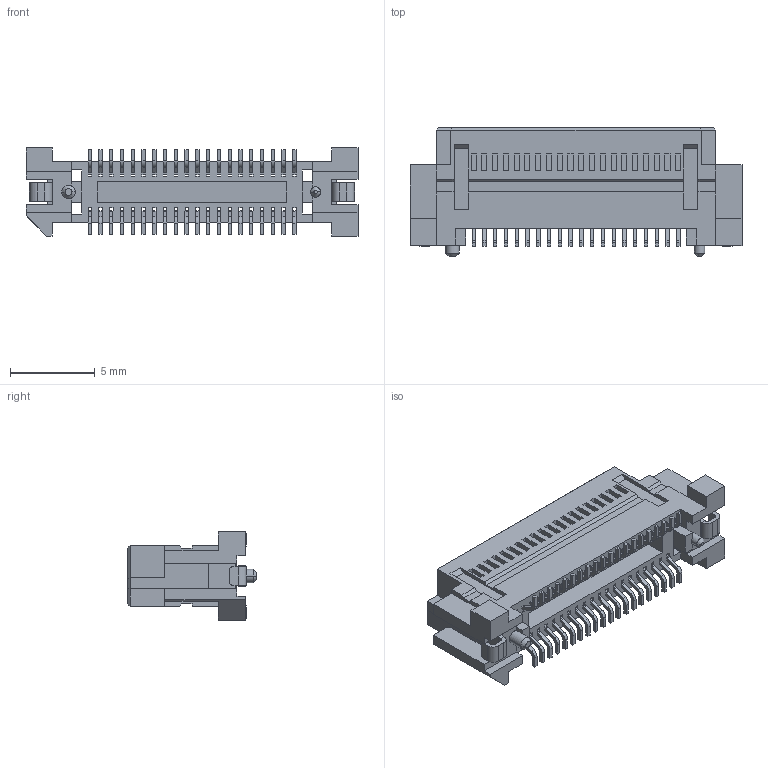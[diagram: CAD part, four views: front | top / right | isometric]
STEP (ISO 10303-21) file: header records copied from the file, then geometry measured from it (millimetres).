
FILE_DESCRIPTION( ('This file contains a STEP AP42 implementation' ,'as created by ZW3D STEP Interface translator.') ,'2;1' );
FILE_NAME( '3660-PXXX-070XXR01.stp' ,'23 330.115754', (''), ('ZWCAD Software Co.'), 'Version 1.0', 'ZW3D to STEP translator', '' );
FILE_SCHEMA(('AUTOMOTIVE_DESIGN { 1 0 10303 214 1 1 1 1 }'));
Length unit declared in the file: millimetre
Products named in the file (2): 0; 3660-PXXX-070XXR01
Bounding box: 19.57 x 7.6 x 5.2 mm (x, y, z)
Volume: 239.9 mm3; surface area: 950.4 mm2
Topology: 1 solids, 1 shells, 1371 faces, 3837 edges, 2542 vertices
Faces by surface type: plane 1149, cylinder 216, cone 4, bspline 2
Entity records: 45179 total; most frequent: CARTESIAN_POINT 7760, ORIENTED_EDGE 7674, DIRECTION 7016, EDGE_CURVE 3837, VECTOR 3396, LINE 3396, VERTEX_POINT 2542, AXIS2_PLACEMENT_3D 1810
